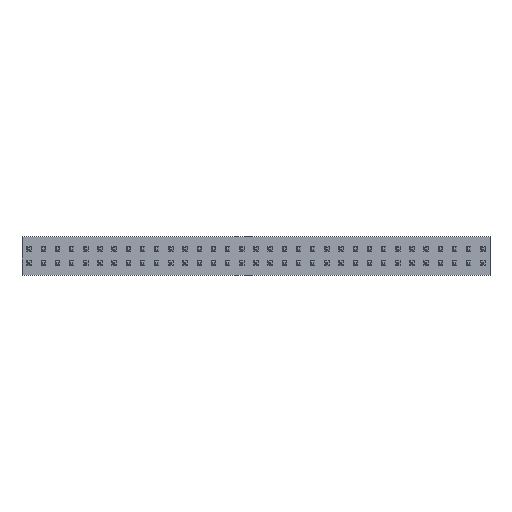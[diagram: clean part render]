
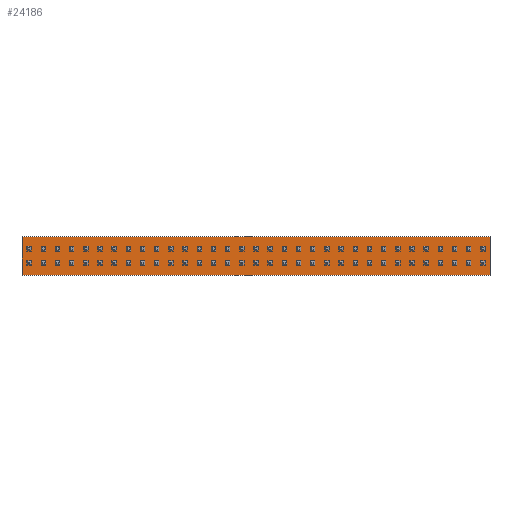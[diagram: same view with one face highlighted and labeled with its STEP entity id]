
A CAD part, top view. The second image highlights one B-rep face of the part: STEP entity #24186.
In plain terms, the highlighted face is planar.
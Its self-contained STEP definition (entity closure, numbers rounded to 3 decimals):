
#24054 = EDGE_CURVE('',#24055,#24057,#24059,.T.);
#24055 = VERTEX_POINT('',#24056);
#24056 = CARTESIAN_POINT('',(-20.955,1.778,-1.715));
#24057 = VERTEX_POINT('',#24058);
#24058 = CARTESIAN_POINT('',(-20.955,1.778,1.715));
#24059 = LINE('',#24060,#24061);
#24060 = CARTESIAN_POINT('',(-20.955,1.778,-1.715));
#24061 = VECTOR('',#24062,1.);
#24062 = DIRECTION('',(0.,0.,1.));
#24094 = EDGE_CURVE('',#24057,#24095,#24097,.T.);
#24095 = VERTEX_POINT('',#24096);
#24096 = CARTESIAN_POINT('',(20.955,1.778,1.715));
#24097 = LINE('',#24098,#24099);
#24098 = CARTESIAN_POINT('',(-20.955,1.778,1.715));
#24099 = VECTOR('',#24100,1.);
#24100 = DIRECTION('',(1.,0.,0.));
#24125 = EDGE_CURVE('',#24095,#24126,#24128,.T.);
#24126 = VERTEX_POINT('',#24127);
#24127 = CARTESIAN_POINT('',(20.955,1.778,-1.715));
#24128 = LINE('',#24129,#24130);
#24129 = CARTESIAN_POINT('',(20.955,1.778,1.715));
#24130 = VECTOR('',#24131,1.);
#24131 = DIRECTION('',(0.,0.,-1.));
#24156 = EDGE_CURVE('',#24126,#24055,#24157,.T.);
#24157 = LINE('',#24158,#24159);
#24158 = CARTESIAN_POINT('',(20.955,1.778,-1.715));
#24159 = VECTOR('',#24160,1.);
#24160 = DIRECTION('',(-1.,0.,0.));
#24186 = ADVANCED_FACE('',(#24187),#24193,.T.);
#24187 = FACE_BOUND('',#24188,.T.);
#24188 = EDGE_LOOP('',(#24189,#24190,#24191,#24192));
#24189 = ORIENTED_EDGE('',*,*,#24054,.T.);
#24190 = ORIENTED_EDGE('',*,*,#24094,.T.);
#24191 = ORIENTED_EDGE('',*,*,#24125,.T.);
#24192 = ORIENTED_EDGE('',*,*,#24156,.T.);
#24193 = PLANE('',#24194);
#24194 = AXIS2_PLACEMENT_3D('',#24195,#24196,#24197);
#24195 = CARTESIAN_POINT('',(0.,1.778,0.));
#24196 = DIRECTION('',(0.,1.,0.));
#24197 = DIRECTION('',(0.,-0.,1.));
